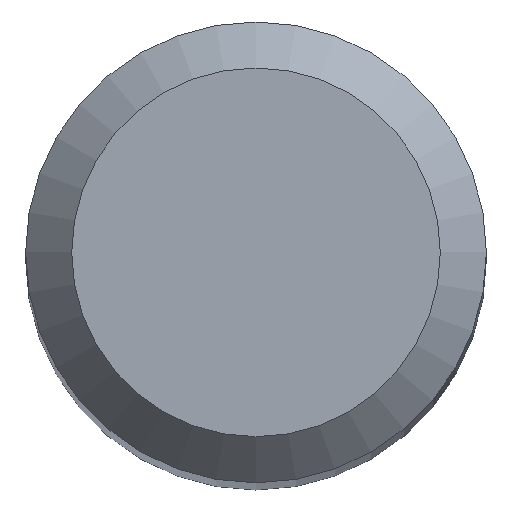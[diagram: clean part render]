
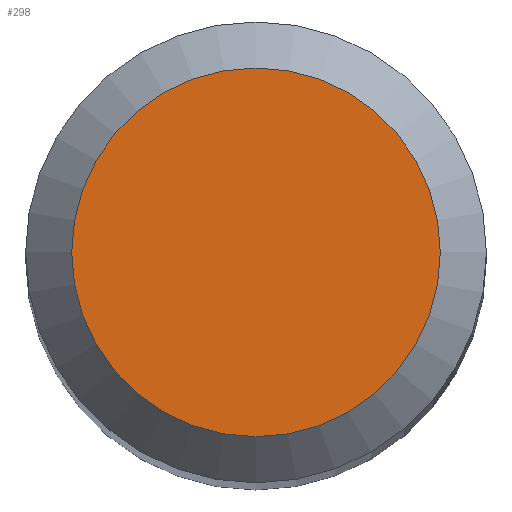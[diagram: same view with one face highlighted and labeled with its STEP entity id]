
A CAD part, top view. The second image highlights one B-rep face of the part: STEP entity #298.
In plain terms, the highlighted planar face has unit normal (0, 0, 1).
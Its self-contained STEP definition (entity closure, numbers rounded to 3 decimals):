
#23 = EDGE_CURVE ( 'NONE', #287, #287, #43, .T. ) ;
#33 = ORIENTED_EDGE ( 'NONE', *, *, #23, .F. ) ;
#43 = CIRCLE ( 'NONE', #86, 1.2 ) ;
#49 = DIRECTION ( 'NONE',  ( 0., 1., 0. ) ) ;
#65 = PLANE ( 'NONE',  #252 ) ;
#86 = AXIS2_PLACEMENT_3D ( 'NONE', #234, #209, #92 ) ;
#89 = EDGE_LOOP ( 'NONE', ( #33 ) ) ;
#90 = CARTESIAN_POINT ( 'NONE',  ( 0., 0., 50. ) ) ;
#92 = DIRECTION ( 'NONE',  ( 0., 1., 0. ) ) ;
#93 = DIRECTION ( 'NONE',  ( 0., 0., -1. ) ) ;
#137 = FACE_OUTER_BOUND ( 'NONE', #89, .T. ) ;
#153 = CARTESIAN_POINT ( 'NONE',  ( 0., 1.2, 50. ) ) ;
#209 = DIRECTION ( 'NONE',  ( 0., 0., -1. ) ) ;
#234 = CARTESIAN_POINT ( 'NONE',  ( 0., 0., 50. ) ) ;
#252 = AXIS2_PLACEMENT_3D ( 'NONE', #90, #93, #49 ) ;
#287 = VERTEX_POINT ( 'NONE', #153 ) ;
#298 = ADVANCED_FACE ( 'NONE', ( #137 ), #65, .F. ) ;
